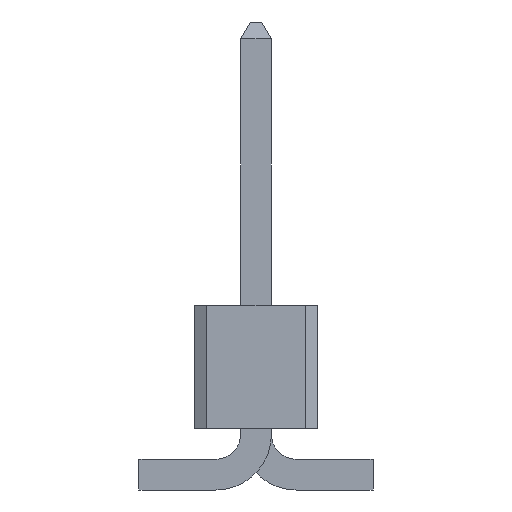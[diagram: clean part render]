
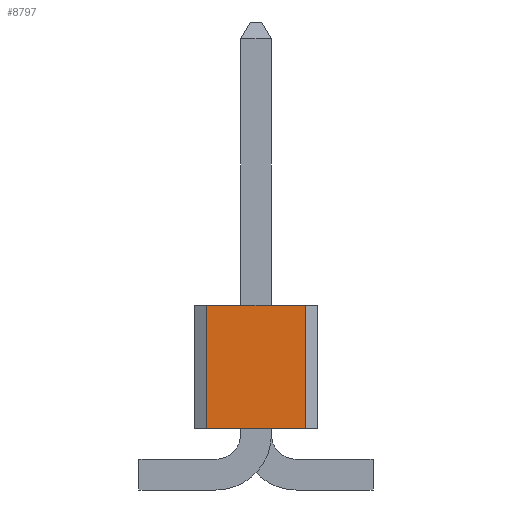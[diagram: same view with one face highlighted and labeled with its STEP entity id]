
A CAD part, left-side view. The second image highlights one B-rep face of the part: STEP entity #8797.
In plain terms, the highlighted planar face has unit normal (-1, 0, 0).
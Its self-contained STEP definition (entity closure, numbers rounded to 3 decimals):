
#676 = PLANE ( 'NONE',  #14176 ) ;
#1117 = CARTESIAN_POINT ( 'NONE',  ( -15.24, 1.02, 1.27 ) ) ;
#1797 = CARTESIAN_POINT ( 'NONE',  ( -15.24, 1.02, 3.81 ) ) ;
#2017 = CARTESIAN_POINT ( 'NONE',  ( -15.24, 1.02, 3.81 ) ) ;
#2275 = EDGE_LOOP ( 'NONE', ( #5247, #8921, #3650, #11001 ) ) ;
#2429 = DIRECTION ( 'NONE',  ( 0., 0., -1. ) ) ;
#3601 = CARTESIAN_POINT ( 'NONE',  ( -15.24, -1.02, 3.81 ) ) ;
#3650 = ORIENTED_EDGE ( 'NONE', *, *, #12669, .F. ) ;
#3801 = LINE ( 'NONE', #14163, #6729 ) ;
#4266 = DIRECTION ( 'NONE',  ( 0., -1., 0. ) ) ;
#5065 = CARTESIAN_POINT ( 'NONE',  ( -15.24, 1.02, 3.81 ) ) ;
#5247 = ORIENTED_EDGE ( 'NONE', *, *, #9606, .T. ) ;
#5682 = DIRECTION ( 'NONE',  ( 0., 0., -1. ) ) ;
#6729 = VECTOR ( 'NONE', #12049, 1000. ) ;
#6790 = CARTESIAN_POINT ( 'NONE',  ( -15.24, -1.02, 3.81 ) ) ;
#6937 = FACE_OUTER_BOUND ( 'NONE', #2275, .T. ) ;
#7212 = LINE ( 'NONE', #6790, #14306 ) ;
#8190 = VECTOR ( 'NONE', #4266, 1000. ) ;
#8256 = VERTEX_POINT ( 'NONE', #2017 ) ;
#8797 = ADVANCED_FACE ( 'NONE', ( #6937 ), #676, .F. ) ;
#8921 = ORIENTED_EDGE ( 'NONE', *, *, #10102, .F. ) ;
#9606 = EDGE_CURVE ( 'NONE', #9992, #12847, #3801, .T. ) ;
#9992 = VERTEX_POINT ( 'NONE', #1117 ) ;
#10040 = LINE ( 'NONE', #12468, #13206 ) ;
#10102 = EDGE_CURVE ( 'NONE', #12046, #12847, #7212, .T. ) ;
#10626 = DIRECTION ( 'NONE',  ( 1., 0., 0. ) ) ;
#10915 = LINE ( 'NONE', #5065, #8190 ) ;
#11001 = ORIENTED_EDGE ( 'NONE', *, *, #12503, .T. ) ;
#11792 = DIRECTION ( 'NONE',  ( 0., 0., -1. ) ) ;
#12046 = VERTEX_POINT ( 'NONE', #3601 ) ;
#12049 = DIRECTION ( 'NONE',  ( 0., -1., 0. ) ) ;
#12468 = CARTESIAN_POINT ( 'NONE',  ( -15.24, 1.02, 3.81 ) ) ;
#12503 = EDGE_CURVE ( 'NONE', #8256, #9992, #10040, .T. ) ;
#12669 = EDGE_CURVE ( 'NONE', #8256, #12046, #10915, .T. ) ;
#12847 = VERTEX_POINT ( 'NONE', #13278 ) ;
#13206 = VECTOR ( 'NONE', #5682, 1000. ) ;
#13278 = CARTESIAN_POINT ( 'NONE',  ( -15.24, -1.02, 1.27 ) ) ;
#14163 = CARTESIAN_POINT ( 'NONE',  ( -15.24, 1.02, 1.27 ) ) ;
#14176 = AXIS2_PLACEMENT_3D ( 'NONE', #1797, #10626, #11792 ) ;
#14306 = VECTOR ( 'NONE', #2429, 1000. ) ;
